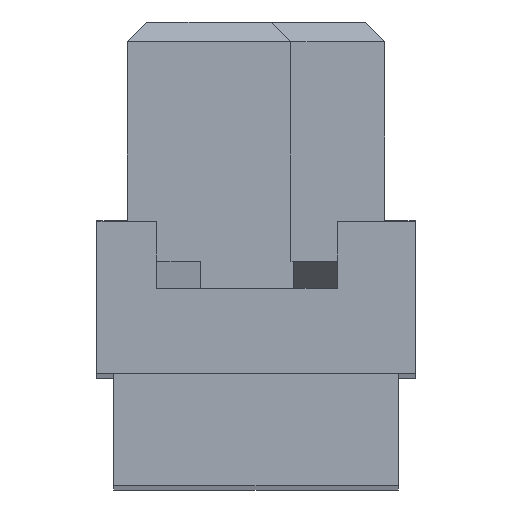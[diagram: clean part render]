
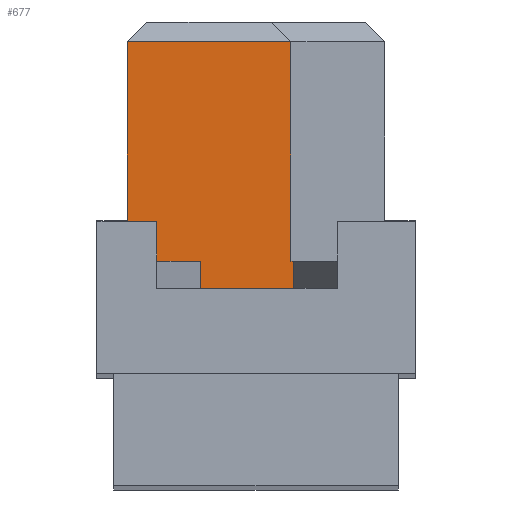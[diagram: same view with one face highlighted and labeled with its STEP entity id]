
A CAD part, top view. The second image highlights one B-rep face of the part: STEP entity #677.
In plain terms, the highlighted planar face has unit normal (0, 0, 1).
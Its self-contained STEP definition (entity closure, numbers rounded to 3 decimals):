
#677=ADVANCED_FACE('',(#1752),#1216,.T.);
#1216=PLANE('',#10365);
#1752=FACE_OUTER_BOUND('',#2390,.T.);
#2390=EDGE_LOOP('',(#4926,#4927,#4928,#4929,#4930,#4931,#4932,#4933));
#4926=ORIENTED_EDGE('',*,*,#7188,.T.);
#4927=ORIENTED_EDGE('',*,*,#7149,.T.);
#4928=ORIENTED_EDGE('',*,*,#7125,.T.);
#4929=ORIENTED_EDGE('',*,*,#7189,.T.);
#4930=ORIENTED_EDGE('',*,*,#7116,.T.);
#4931=ORIENTED_EDGE('',*,*,#7121,.F.);
#4932=ORIENTED_EDGE('',*,*,#7184,.F.);
#4933=ORIENTED_EDGE('',*,*,#7187,.T.);
#5845=VERTEX_POINT('',#15299);
#5846=VERTEX_POINT('',#15300);
#5847=VERTEX_POINT('',#15307);
#5850=VERTEX_POINT('',#15318);
#5851=VERTEX_POINT('',#15319);
#5868=VERTEX_POINT('',#15367);
#5891=VERTEX_POINT('',#15435);
#5892=VERTEX_POINT('',#15440);
#7116=EDGE_CURVE('',#5845,#5846,#8426,.T.);
#7121=EDGE_CURVE('',#5847,#5846,#8431,.T.);
#7125=EDGE_CURVE('',#5850,#5851,#8433,.T.);
#7149=EDGE_CURVE('',#5868,#5850,#8457,.T.);
#7184=EDGE_CURVE('',#5891,#5847,#8492,.T.);
#7187=EDGE_CURVE('',#5891,#5892,#8495,.T.);
#7188=EDGE_CURVE('',#5892,#5868,#8496,.T.);
#7189=EDGE_CURVE('',#5851,#5845,#8497,.T.);
#8426=LINE('',#15298,#9734);
#8431=LINE('',#15308,#9739);
#8433=LINE('',#15317,#9741);
#8457=LINE('',#15366,#9765);
#8492=LINE('',#15436,#9800);
#8495=LINE('',#15441,#9803);
#8496=LINE('',#15443,#9804);
#8497=LINE('',#15445,#9805);
#9734=VECTOR('',#12590,1.);
#9739=VECTOR('',#12599,1.);
#9741=VECTOR('',#12611,1.);
#9765=VECTOR('',#12649,1.);
#9800=VECTOR('',#12706,1.);
#9803=VECTOR('',#12711,1.);
#9804=VECTOR('',#12714,1.);
#9805=VECTOR('',#12717,1.);
#10365=AXIS2_PLACEMENT_3D('',#15446,#12718,#12719);
#12590=DIRECTION('',(0.,1.,0.));
#12599=DIRECTION('',(1.,0.,0.));
#12611=DIRECTION('',(0.,1.,0.));
#12649=DIRECTION('',(1.,0.,0.));
#12706=DIRECTION('',(0.,1.,0.));
#12711=DIRECTION('',(1.,0.,0.));
#12714=DIRECTION('',(0.,-1.,0.));
#12717=DIRECTION('',(-1.,0.,0.));
#12718=DIRECTION('',(0.,0.,1.));
#12719=DIRECTION('',(0.,-1.,0.));
#15298=CARTESIAN_POINT('',(12.313,-22.792,89.95));
#15299=CARTESIAN_POINT('',(12.313,-22.792,89.95));
#15300=CARTESIAN_POINT('',(12.313,-15.542,89.95));
#15307=CARTESIAN_POINT('',(6.913,-15.542,89.95));
#15308=CARTESIAN_POINT('',(6.913,-15.542,89.95));
#15317=CARTESIAN_POINT('',(12.395,-23.692,89.95));
#15318=CARTESIAN_POINT('',(12.395,-23.692,89.95));
#15319=CARTESIAN_POINT('',(12.395,-22.792,89.95));
#15366=CARTESIAN_POINT('',(9.332,-23.692,89.95));
#15367=CARTESIAN_POINT('',(9.332,-23.692,89.95));
#15435=CARTESIAN_POINT('',(6.913,-22.792,89.95));
#15436=CARTESIAN_POINT('',(6.913,-22.792,89.95));
#15440=CARTESIAN_POINT('',(9.332,-22.792,89.95));
#15441=CARTESIAN_POINT('',(6.913,-22.792,89.95));
#15443=CARTESIAN_POINT('',(9.332,-22.792,89.95));
#15445=CARTESIAN_POINT('',(12.395,-22.792,89.95));
#15446=CARTESIAN_POINT('',(5.813,-14.792,89.95));
